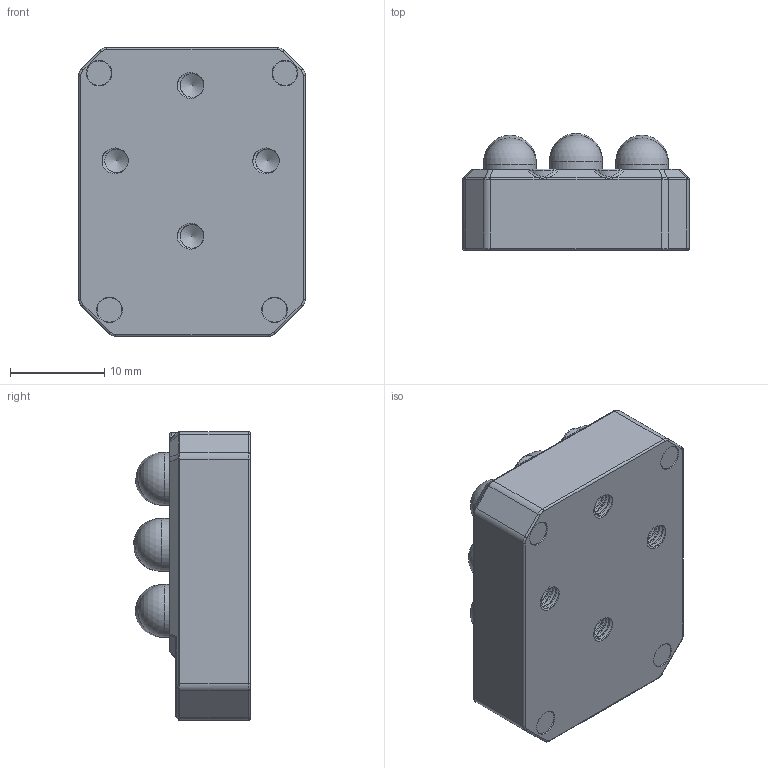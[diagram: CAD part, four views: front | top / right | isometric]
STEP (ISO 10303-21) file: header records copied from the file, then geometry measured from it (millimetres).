
FILE_DESCRIPTION(/* description */ (''),/* implementation_level */ '2;1');
FILE_NAME(/* name */ 'Devkit2 Tactile Sensor v1.0.step',/* time_stamp */ '2021-09-06T14:26:56+10:00',/* author */ (''),/* organization */ (''),/* preprocessor_version */ 'ST-DEVELOPER v18.1',/* originating_system */ 'Autodesk Translation Framework v10.10.0.1391',/* authorisation */ '');
FILE_SCHEMA (('AUTOMOTIVE_DESIGN { 1 0 10303 214 3 1 1 }'));
Length unit declared in the file: millimetre
Products named in the file (1): Tactile Sensor
Bounding box: 24 x 12.4 x 30.6 mm (x, y, z)
Volume: 6301 mm3; surface area: 3779.5 mm2
Topology: 10 solids, 10 shells, 567 faces, 1489 edges, 944 vertices
Faces by surface type: plane 302, cylinder 134, bspline 96, sphere 13, cone 12, torus 10
Full cylindrical faces by diameter (mm): 2.529 x12, 2.6 x4, 5.6 x9
Entity records: 23405 total; most frequent: CARTESIAN_POINT 9900, ORIENTED_EDGE 2952, DIRECTION 2500, EDGE_CURVE 1476, LINE 988, VECTOR 988, VERTEX_POINT 944, AXIS2_PLACEMENT_3D 756
